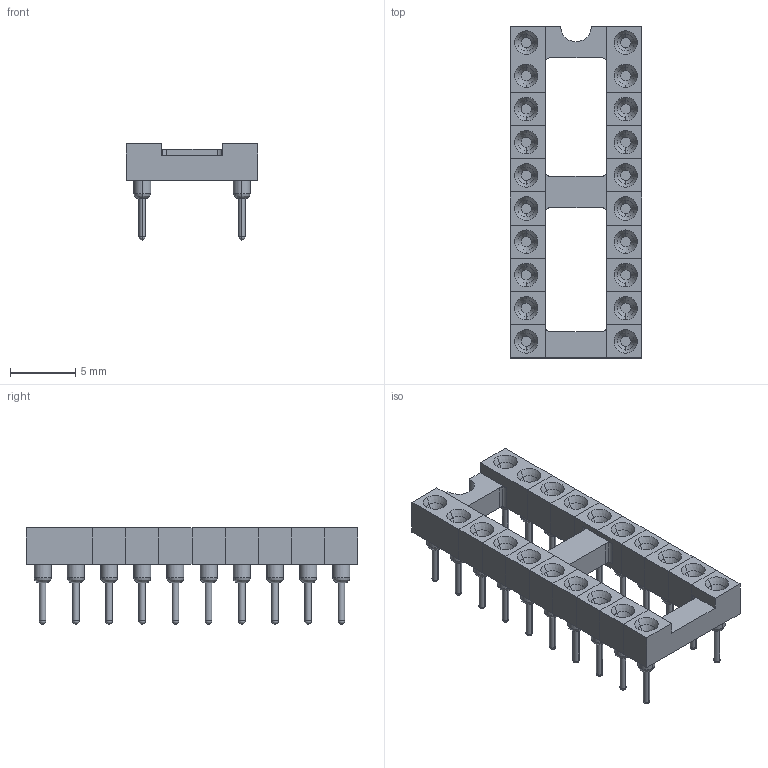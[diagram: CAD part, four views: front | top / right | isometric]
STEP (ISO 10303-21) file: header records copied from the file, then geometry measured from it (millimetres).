
FILE_DESCRIPTION((''),'2;1');
FILE_NAME('DIPS20-300.stp','2009-03-05T09:37:34',(''),(''),'Mechanical Desktop 2006','Mechanical Desktop 2006',', , ');
FILE_SCHEMA(('AUTOMOTIVE_DESIGN { 1 2 10303 214 0 1 1 1 }'));
Length unit declared in the file: millimetre
Products named in the file (1): Product
Bounding box: 10.1 x 25.4 x 7.37 mm (x, y, z)
Volume: 444.9 mm3; surface area: 1704.7 mm2
Topology: 78 solids, 78 shells, 598 faces, 1187 edges, 703 vertices
Faces by surface type: cylinder 220, plane 216, cone 80, sphere 42, bspline 40
Entity records: 16568 total; most frequent: CARTESIAN_POINT 4165, DIRECTION 2823, ORIENTED_EDGE 2248, AXIS2_PLACEMENT_3D 1140, EDGE_CURVE 1124, VERTEX_POINT 682, EDGE_LOOP 638, FACE_OUTER_BOUND 598
